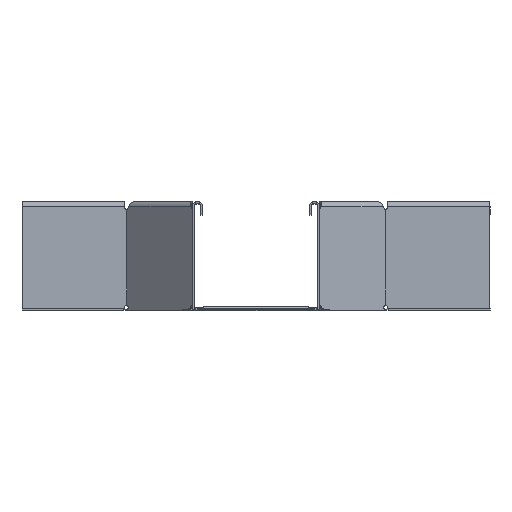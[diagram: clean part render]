
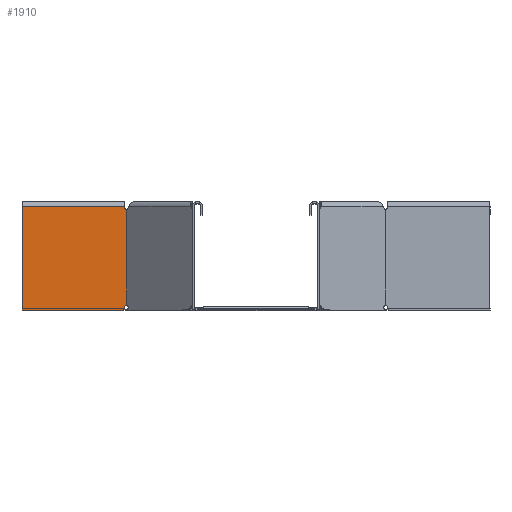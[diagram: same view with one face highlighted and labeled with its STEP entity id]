
A CAD part, top view. The second image highlights one B-rep face of the part: STEP entity #1910.
In plain terms, the highlighted face is planar.
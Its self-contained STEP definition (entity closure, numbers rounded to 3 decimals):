
#33 = VECTOR ( 'NONE', #2048, 1000. ) ;
#188 = CARTESIAN_POINT ( 'NONE',  ( -70.994, 78.25, -205.932 ) ) ;
#201 = CARTESIAN_POINT ( 'NONE',  ( 10.129, 0., -124.809 ) ) ;
#247 = CARTESIAN_POINT ( 'NONE',  ( -16.463, 1.309, -151.401 ) ) ;
#275 = CARTESIAN_POINT ( 'NONE',  ( -16.606, 0.882, -151.544 ) ) ;
#302 = VERTEX_POINT ( 'NONE', #574 ) ;
#340 = CARTESIAN_POINT ( 'NONE',  ( -16.481, 1.26, -151.419 ) ) ;
#383 = EDGE_CURVE ( 'NONE', #4022, #5530, #4704, .T. ) ;
#397 = CARTESIAN_POINT ( 'NONE',  ( -15.135, 76.28, -150.073 ) ) ;
#486 = CARTESIAN_POINT ( 'NONE',  ( -15.095, 76.267, -150.033 ) ) ;
#574 = CARTESIAN_POINT ( 'NONE',  ( -70.994, 1.75, -205.932 ) ) ;
#680 = B_SPLINE_CURVE_WITH_KNOTS ( 'NONE', 3,
 ( #5288, #397, #4255, #6228, #486, #4848, #4310, #1355, #1326, #5315, #2408 ),
 .UNSPECIFIED., .F., .F.,
 ( 4, 2, 1, 2, 2, 4 ),
 ( 0., 0.25, 0.375, 0.438, 0.5, 1. ),
 .UNSPECIFIED. ) ;
#710 = LINE ( 'NONE', #201, #2291 ) ;
#725 = CARTESIAN_POINT ( 'NONE',  ( -16.46, 1.318, -151.398 ) ) ;
#754 = CARTESIAN_POINT ( 'NONE',  ( -15.084, 3.739, -150.022 ) ) ;
#815 = CARTESIAN_POINT ( 'NONE',  ( -16.469, 1.294, -151.407 ) ) ;
#990 = CARTESIAN_POINT ( 'NONE',  ( 10.129, 0., -124.809 ) ) ;
#1011 = EDGE_CURVE ( 'NONE', #302, #5530, #2750, .T. ) ;
#1088 = VERTEX_POINT ( 'NONE', #3769 ) ;
#1097 = VECTOR ( 'NONE', #1340, 1000. ) ;
#1153 = VERTEX_POINT ( 'NONE', #4339 ) ;
#1258 = ORIENTED_EDGE ( 'NONE', *, *, #4605, .T. ) ;
#1265 = ORIENTED_EDGE ( 'NONE', *, *, #3848, .F. ) ;
#1275 = CARTESIAN_POINT ( 'NONE',  ( -16.367, 1.573, -151.305 ) ) ;
#1326 = CARTESIAN_POINT ( 'NONE',  ( -15.06, 76.258, -149.998 ) ) ;
#1340 = DIRECTION ( 'NONE',  ( 0., -1., 0. ) ) ;
#1342 = VERTEX_POINT ( 'NONE', #4735 ) ;
#1355 = CARTESIAN_POINT ( 'NONE',  ( -15.075, 76.262, -150.013 ) ) ;
#1386 = EDGE_CURVE ( 'NONE', #3747, #2990, #6180, .T. ) ;
#1432 = CARTESIAN_POINT ( 'NONE',  ( -15., 0., -149.938 ) ) ;
#1484 = VECTOR ( 'NONE', #4281, 1000. ) ;
#1555 = ORIENTED_EDGE ( 'NONE', *, *, #2570, .T. ) ;
#1623 = CARTESIAN_POINT ( 'NONE',  ( -15.146, 76.284, -150.084 ) ) ;
#1721 = CARTESIAN_POINT ( 'NONE',  ( -16.742, 0.385, -151.68 ) ) ;
#1786 = CARTESIAN_POINT ( 'NONE',  ( 10.129, 78.25, -124.809 ) ) ;
#1791 = EDGE_LOOP ( 'NONE', ( #4109, #5612, #3677, #1265, #5183, #5397, #3917, #4274, #1555, #1258 ) ) ;
#1910 = ADVANCED_FACE ( 'NONE', ( #2510 ), #3869, .F. ) ;
#2048 = DIRECTION ( 'NONE',  ( 0., -1., 0. ) ) ;
#2050 = AXIS2_PLACEMENT_3D ( 'NONE', #2351, #3781, #4261 ) ;
#2135 = CARTESIAN_POINT ( 'NONE',  ( -16.612, 0.862, -151.55 ) ) ;
#2216 = EDGE_CURVE ( 'NONE', #4022, #5777, #2398, .T. ) ;
#2291 = VECTOR ( 'NONE', #3134, 1000. ) ;
#2351 = CARTESIAN_POINT ( 'NONE',  ( -14.885, 1.75, -149.823 ) ) ;
#2398 = CIRCLE ( 'NONE', #5935, 2. ) ;
#2408 = CARTESIAN_POINT ( 'NONE',  ( -15., 76.25, -149.938 ) ) ;
#2494 = B_SPLINE_CURVE_WITH_KNOTS ( 'NONE', 3,
 ( #3288, #5584, #1721, #5614, #5555, #4164, #2135, #275, #3213, #6055, #4072, #340, #815, #247, #725, #4640, #3686, #1275, #4101 ),
 .UNSPECIFIED., .F., .F.,
 ( 4, 1, 1, 1, 2, 2, 1, 1, 1, 1, 2, 2, 4 ),
 ( 0., 0.25, 0.375, 0.438, 0.469, 0.5, 0.625, 0.688, 0.719, 0.734, 0.742, 0.75, 1. ),
 .UNSPECIFIED. ) ;
#2510 = FACE_OUTER_BOUND ( 'NONE', #1791, .T. ) ;
#2570 = EDGE_CURVE ( 'NONE', #1088, #6022, #710, .T. ) ;
#2672 = CARTESIAN_POINT ( 'NONE',  ( -15.035, 3.75, -149.973 ) ) ;
#2750 = LINE ( 'NONE', #5720, #1484 ) ;
#2876 = DIRECTION ( 'NONE',  ( -0.707, 0., 0.707 ) ) ;
#2914 = DIRECTION ( 'NONE',  ( 0.707, 0., -0.707 ) ) ;
#2990 = VERTEX_POINT ( 'NONE', #4862 ) ;
#3134 = DIRECTION ( 'NONE',  ( 0.707, 0., 0.707 ) ) ;
#3161 = B_SPLINE_CURVE_WITH_KNOTS ( 'NONE', 3,
 ( #5144, #754, #2672, #4608 ),
 .UNSPECIFIED., .F., .F.,
 ( 4, 4 ),
 ( 0., 1. ),
 .UNSPECIFIED. ) ;
#3172 = CARTESIAN_POINT ( 'NONE',  ( -15., 76.25, -149.938 ) ) ;
#3213 = CARTESIAN_POINT ( 'NONE',  ( -16.581, 0.963, -151.519 ) ) ;
#3288 = CARTESIAN_POINT ( 'NONE',  ( -16.822, 0., -151.76 ) ) ;
#3313 = AXIS2_PLACEMENT_3D ( 'NONE', #990, #2914, #4851 ) ;
#3338 = EDGE_CURVE ( 'NONE', #1342, #2990, #3161, .T. ) ;
#3677 = ORIENTED_EDGE ( 'NONE', *, *, #1386, .F. ) ;
#3686 = CARTESIAN_POINT ( 'NONE',  ( -16.419, 1.433, -151.357 ) ) ;
#3747 = VERTEX_POINT ( 'NONE', #3172 ) ;
#3769 = CARTESIAN_POINT ( 'NONE',  ( -70.994, 0., -205.932 ) ) ;
#3781 = DIRECTION ( 'NONE',  ( -0.707, 0., 0.707 ) ) ;
#3812 = DIRECTION ( 'NONE',  ( -0.707, 0., -0.707 ) ) ;
#3848 = EDGE_CURVE ( 'NONE', #5777, #3747, #680, .T. ) ;
#3869 = PLANE ( 'NONE',  #3313 ) ;
#3917 = ORIENTED_EDGE ( 'NONE', *, *, #1011, .F. ) ;
#3931 = DIRECTION ( 'NONE',  ( 0., 1., 0. ) ) ;
#4022 = VERTEX_POINT ( 'NONE', #6120 ) ;
#4072 = CARTESIAN_POINT ( 'NONE',  ( -16.504, 1.194, -151.442 ) ) ;
#4101 = CARTESIAN_POINT ( 'NONE',  ( -16.299, 1.75, -151.237 ) ) ;
#4109 = ORIENTED_EDGE ( 'NONE', *, *, #4657, .F. ) ;
#4164 = CARTESIAN_POINT ( 'NONE',  ( -16.623, 0.826, -151.561 ) ) ;
#4255 = CARTESIAN_POINT ( 'NONE',  ( -15.122, 76.276, -150.061 ) ) ;
#4261 = DIRECTION ( 'NONE',  ( 0., -1., 0. ) ) ;
#4274 = ORIENTED_EDGE ( 'NONE', *, *, #5435, .T. ) ;
#4281 = DIRECTION ( 'NONE',  ( 0., 1., 0. ) ) ;
#4310 = CARTESIAN_POINT ( 'NONE',  ( -15.08, 76.263, -150.018 ) ) ;
#4339 = CARTESIAN_POINT ( 'NONE',  ( -16.299, 1.75, -151.237 ) ) ;
#4496 = LINE ( 'NONE', #4932, #33 ) ;
#4605 = EDGE_CURVE ( 'NONE', #6022, #1153, #2494, .T. ) ;
#4608 = CARTESIAN_POINT ( 'NONE',  ( -15., 3.75, -149.938 ) ) ;
#4640 = CARTESIAN_POINT ( 'NONE',  ( -16.458, 1.325, -151.396 ) ) ;
#4657 = EDGE_CURVE ( 'NONE', #1342, #1153, #5182, .T. ) ;
#4704 = LINE ( 'NONE', #1786, #5542 ) ;
#4735 = CARTESIAN_POINT ( 'NONE',  ( -15.146, 3.716, -150.084 ) ) ;
#4848 = CARTESIAN_POINT ( 'NONE',  ( -15.086, 76.264, -150.024 ) ) ;
#4851 = DIRECTION ( 'NONE',  ( 0., -1., 0. ) ) ;
#4862 = CARTESIAN_POINT ( 'NONE',  ( -15., 3.75, -149.938 ) ) ;
#4932 = CARTESIAN_POINT ( 'NONE',  ( -70.994, 1.75, -205.932 ) ) ;
#5144 = CARTESIAN_POINT ( 'NONE',  ( -15.146, 3.716, -150.084 ) ) ;
#5182 = CIRCLE ( 'NONE', #2050, 2. ) ;
#5183 = ORIENTED_EDGE ( 'NONE', *, *, #2216, .F. ) ;
#5288 = CARTESIAN_POINT ( 'NONE',  ( -15.146, 76.284, -150.084 ) ) ;
#5315 = CARTESIAN_POINT ( 'NONE',  ( -15.031, 76.25, -149.969 ) ) ;
#5375 = CARTESIAN_POINT ( 'NONE',  ( -14.885, 78.25, -149.823 ) ) ;
#5397 = ORIENTED_EDGE ( 'NONE', *, *, #383, .T. ) ;
#5435 = EDGE_CURVE ( 'NONE', #302, #1088, #4496, .T. ) ;
#5530 = VERTEX_POINT ( 'NONE', #188 ) ;
#5542 = VECTOR ( 'NONE', #3812, 1000. ) ;
#5555 = CARTESIAN_POINT ( 'NONE',  ( -16.639, 0.772, -151.577 ) ) ;
#5584 = CARTESIAN_POINT ( 'NONE',  ( -16.792, 0.156, -151.73 ) ) ;
#5612 = ORIENTED_EDGE ( 'NONE', *, *, #3338, .T. ) ;
#5614 = CARTESIAN_POINT ( 'NONE',  ( -16.675, 0.644, -151.613 ) ) ;
#5720 = CARTESIAN_POINT ( 'NONE',  ( -70.994, 0., -205.932 ) ) ;
#5777 = VERTEX_POINT ( 'NONE', #1623 ) ;
#5900 = CARTESIAN_POINT ( 'NONE',  ( -16.822, 0., -151.76 ) ) ;
#5935 = AXIS2_PLACEMENT_3D ( 'NONE', #5375, #2876, #3931 ) ;
#6022 = VERTEX_POINT ( 'NONE', #5900 ) ;
#6055 = CARTESIAN_POINT ( 'NONE',  ( -16.548, 1.066, -151.486 ) ) ;
#6120 = CARTESIAN_POINT ( 'NONE',  ( -16.299, 78.25, -151.237 ) ) ;
#6180 = LINE ( 'NONE', #1432, #1097 ) ;
#6228 = CARTESIAN_POINT ( 'NONE',  ( -15.104, 76.27, -150.042 ) ) ;
